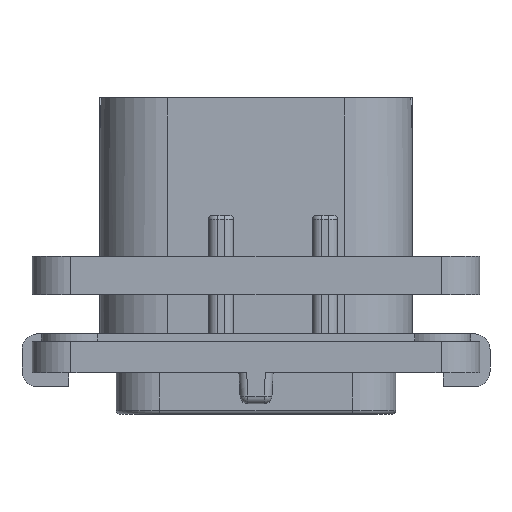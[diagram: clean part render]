
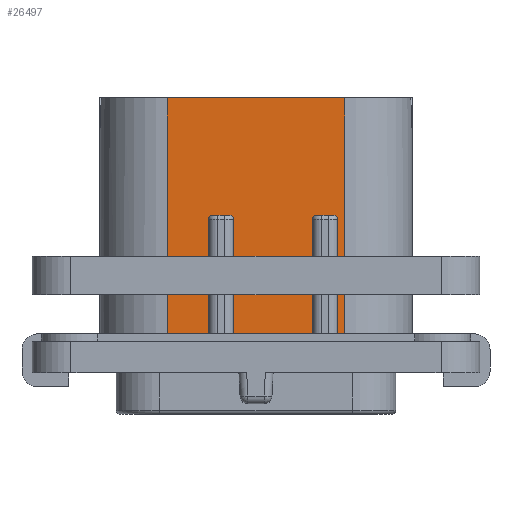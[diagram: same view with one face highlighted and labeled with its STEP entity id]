
A CAD part, front view. The second image highlights one B-rep face of the part: STEP entity #26497.
In plain terms, the highlighted planar face has unit normal (0, -1, 0).
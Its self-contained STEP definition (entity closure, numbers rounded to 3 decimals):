
#1330=DIRECTION('',(1.,0.,0.));
#1331=VECTOR('',#1330,11.4);
#1332=CARTESIAN_POINT('',(-5.7,-9.,17.67));
#1333=LINE('',#1332,#1331);
#5272=DIRECTION('',(1.,0.,0.));
#5273=VECTOR('',#5272,2.66);
#5274=CARTESIAN_POINT('',(-5.7,-9.,2.));
#5275=LINE('',#5274,#5273);
#5284=CARTESIAN_POINT('',(-2.79,-9.,9.87));
#5285=DIRECTION('',(0.,1.,0.));
#5286=DIRECTION('',(-1.,0.,0.));
#5287=AXIS2_PLACEMENT_3D('',#5284,#5285,#5286);
#5316=CARTESIAN_POINT('',(-1.69,-9.,9.87));
#5317=DIRECTION('',(0.,1.,0.));
#5318=DIRECTION('',(0.,0.,1.));
#5319=AXIS2_PLACEMENT_3D('',#5316,#5317,#5318);
#5329=DIRECTION('',(0.,0.,1.));
#5330=VECTOR('',#5329,7.87);
#5331=CARTESIAN_POINT('',(5.25,-9.,2.));
#5332=LINE('',#5331,#5330);
#5333=DIRECTION('',(1.,0.,0.));
#5334=VECTOR('',#5333,1.1);
#5335=CARTESIAN_POINT('',(3.9,-9.,10.12));
#5336=LINE('',#5335,#5334);
#5337=DIRECTION('',(0.,0.,1.));
#5338=VECTOR('',#5337,7.87);
#5339=CARTESIAN_POINT('',(3.65,-9.,2.));
#5340=LINE('',#5339,#5338);
#5341=DIRECTION('',(0.,0.,1.));
#5342=VECTOR('',#5341,7.87);
#5343=CARTESIAN_POINT('',(-1.44,-9.,2.));
#5344=LINE('',#5343,#5342);
#5345=DIRECTION('',(1.,0.,0.));
#5346=VECTOR('',#5345,1.1);
#5347=CARTESIAN_POINT('',(-2.79,-9.,10.12));
#5348=LINE('',#5347,#5346);
#5349=DIRECTION('',(0.,0.,1.));
#5350=VECTOR('',#5349,7.87);
#5351=CARTESIAN_POINT('',(-3.04,-9.,2.));
#5352=LINE('',#5351,#5350);
#5353=DIRECTION('',(0.,0.,-1.));
#5354=VECTOR('',#5353,15.67);
#5355=CARTESIAN_POINT('',(-5.7,-9.,17.67));
#5356=LINE('',#5355,#5354);
#5357=DIRECTION('',(0.,0.,-1.));
#5358=VECTOR('',#5357,15.67);
#5359=CARTESIAN_POINT('',(5.7,-9.,17.67));
#5360=LINE('',#5359,#5358);
#5374=CARTESIAN_POINT('',(5.,-9.,9.87));
#5375=DIRECTION('',(0.,1.,0.));
#5376=DIRECTION('',(0.,0.,1.));
#5377=AXIS2_PLACEMENT_3D('',#5374,#5375,#5376);
#5416=CARTESIAN_POINT('',(3.9,-9.,9.87));
#5417=DIRECTION('',(0.,1.,0.));
#5418=DIRECTION('',(-1.,0.,0.));
#5419=AXIS2_PLACEMENT_3D('',#5416,#5417,#5418);
#5507=DIRECTION('',(1.,0.,0.));
#5508=VECTOR('',#5507,0.45);
#5509=CARTESIAN_POINT('',(5.25,-9.,2.));
#5510=LINE('',#5509,#5508);
#9650=DIRECTION('',(1.,0.,0.));
#9651=VECTOR('',#9650,5.09);
#9652=CARTESIAN_POINT('',(-1.44,-9.,2.));
#9653=LINE('',#9652,#9651);
#16439=CARTESIAN_POINT('',(-5.7,-9.,17.67));
#16440=CARTESIAN_POINT('',(-5.7,-9.,2.));
#16441=VERTEX_POINT('',#16439);
#16442=VERTEX_POINT('',#16440);
#16443=CARTESIAN_POINT('',(5.7,-9.,17.67));
#16444=CARTESIAN_POINT('',(5.7,-9.,2.));
#16445=VERTEX_POINT('',#16443);
#16446=VERTEX_POINT('',#16444);
#16601=CARTESIAN_POINT('',(-3.04,-9.,2.));
#16602=VERTEX_POINT('',#16601);
#16603=CARTESIAN_POINT('',(-1.44,-9.,2.));
#16604=CARTESIAN_POINT('',(3.65,-9.,2.));
#16605=VERTEX_POINT('',#16603);
#16606=VERTEX_POINT('',#16604);
#16607=CARTESIAN_POINT('',(5.25,-9.,2.));
#16608=VERTEX_POINT('',#16607);
#19066=CARTESIAN_POINT('',(-1.44,-9.,9.87));
#19068=VERTEX_POINT('',#19066);
#19070=CARTESIAN_POINT('',(-1.69,-9.,10.12));
#19072=VERTEX_POINT('',#19070);
#19093=CARTESIAN_POINT('',(-2.79,-9.,10.12));
#19094=VERTEX_POINT('',#19093);
#19095=CARTESIAN_POINT('',(-3.04,-9.,9.87));
#19096=VERTEX_POINT('',#19095);
#19098=CARTESIAN_POINT('',(5.25,-9.,9.87));
#19100=VERTEX_POINT('',#19098);
#19102=CARTESIAN_POINT('',(5.,-9.,10.12));
#19104=VERTEX_POINT('',#19102);
#19105=CARTESIAN_POINT('',(3.9,-9.,10.12));
#19107=VERTEX_POINT('',#19105);
#19109=CARTESIAN_POINT('',(3.65,-9.,9.87));
#19111=VERTEX_POINT('',#19109);
#26467=CARTESIAN_POINT('',(-10.05,-9.,2.));
#26468=DIRECTION('',(0.,-1.,0.));
#26469=DIRECTION('',(1.,0.,0.));
#26470=AXIS2_PLACEMENT_3D('',#26467,#26468,#26469);
#26471=PLANE('',#26470);
#26473=ORIENTED_EDGE('',*,*,#26472,.T.);
#26475=ORIENTED_EDGE('',*,*,#26474,.F.);
#26477=ORIENTED_EDGE('',*,*,#26476,.F.);
#26479=ORIENTED_EDGE('',*,*,#26478,.F.);
#26481=ORIENTED_EDGE('',*,*,#26480,.F.);
#26483=ORIENTED_EDGE('',*,*,#26482,.F.);
#26484=ORIENTED_EDGE('',*,*,#26458,.T.);
#26485=ORIENTED_EDGE('',*,*,#26447,.F.);
#26486=ORIENTED_EDGE('',*,*,#26432,.F.);
#26487=ORIENTED_EDGE('',*,*,#26413,.F.);
#26488=ORIENTED_EDGE('',*,*,#26398,.F.);
#26489=ORIENTED_EDGE('',*,*,#26383,.F.);
#26490=ORIENTED_EDGE('',*,*,#20822,.F.);
#26491=ORIENTED_EDGE('',*,*,#21007,.T.);
#26492=ORIENTED_EDGE('',*,*,#21265,.T.);
#26494=ORIENTED_EDGE('',*,*,#26493,.F.);
#26495=EDGE_LOOP('',(#26473,#26475,#26477,#26479,#26481,#26483,#26484,#26485,
#26486,#26487,#26488,#26489,#26490,#26491,#26492,#26494));
#26496=FACE_OUTER_BOUND('',#26495,.F.);
#26497=ADVANCED_FACE('',(#26496),#26471,.T.);
#5288=CIRCLE('',#5287,0.25);
#5320=CIRCLE('',#5319,0.25);
#5378=CIRCLE('',#5377,0.25);
#5420=CIRCLE('',#5419,0.25);
#20822=EDGE_CURVE('',#16441,#16442,#5356,.T.);
#21007=EDGE_CURVE('',#16441,#16445,#1333,.T.);
#21265=EDGE_CURVE('',#16445,#16446,#5360,.T.);
#26383=EDGE_CURVE('',#16442,#16602,#5275,.T.);
#26398=EDGE_CURVE('',#16602,#19096,#5352,.T.);
#26413=EDGE_CURVE('',#19096,#19094,#5288,.T.);
#26432=EDGE_CURVE('',#19094,#19072,#5348,.T.);
#26447=EDGE_CURVE('',#19072,#19068,#5320,.T.);
#26458=EDGE_CURVE('',#16605,#19068,#5344,.T.);
#26472=EDGE_CURVE('',#16608,#19100,#5332,.T.);
#26474=EDGE_CURVE('',#19104,#19100,#5378,.T.);
#26476=EDGE_CURVE('',#19107,#19104,#5336,.T.);
#26478=EDGE_CURVE('',#19111,#19107,#5420,.T.);
#26480=EDGE_CURVE('',#16606,#19111,#5340,.T.);
#26482=EDGE_CURVE('',#16605,#16606,#9653,.T.);
#26493=EDGE_CURVE('',#16608,#16446,#5510,.T.);
